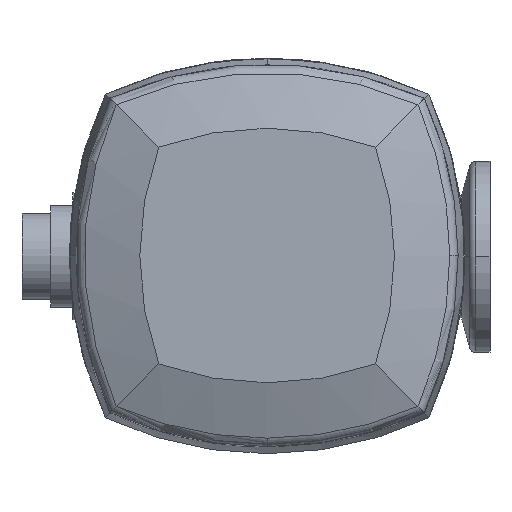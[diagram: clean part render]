
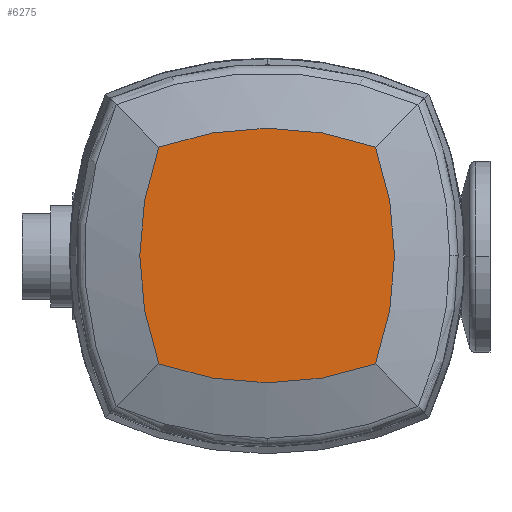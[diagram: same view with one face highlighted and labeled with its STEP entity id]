
A CAD part, top view. The second image highlights one B-rep face of the part: STEP entity #6275.
In plain terms, the highlighted planar face has unit normal (0, 0, 1).
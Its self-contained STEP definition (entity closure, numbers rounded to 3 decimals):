
#62 = CIRCLE ( 'NONE', #1689, 50. ) ;
#80 = VERTEX_POINT ( 'NONE', #2837 ) ;
#181 = AXIS2_PLACEMENT_3D ( 'NONE', #4084, #385, #4702 ) ;
#191 = DIRECTION ( 'NONE',  ( 1., 0., 0. ) ) ;
#208 = CARTESIAN_POINT ( 'NONE',  ( -17.016, -17.016, 122. ) ) ;
#385 = DIRECTION ( 'NONE',  ( 0., 0., -1. ) ) ;
#412 = CARTESIAN_POINT ( 'NONE',  ( -30., 0., 122. ) ) ;
#626 = ORIENTED_EDGE ( 'NONE', *, *, #709, .T. ) ;
#673 = ORIENTED_EDGE ( 'NONE', *, *, #4717, .F. ) ;
#705 = EDGE_CURVE ( 'NONE', #6193, #7139, #3161, .T. ) ;
#709 = EDGE_CURVE ( 'NONE', #7394, #7139, #62, .T. ) ;
#758 = ORIENTED_EDGE ( 'NONE', *, *, #2545, .F. ) ;
#850 = AXIS2_PLACEMENT_3D ( 'NONE', #412, #4731, #1022 ) ;
#1022 = DIRECTION ( 'NONE',  ( -1., 0., 0. ) ) ;
#1670 = CIRCLE ( 'NONE', #6595, 50. ) ;
#1689 = AXIS2_PLACEMENT_3D ( 'NONE', #3515, #7837, #4136 ) ;
#2545 = EDGE_CURVE ( 'NONE', #7394, #80, #6230, .T. ) ;
#2837 = CARTESIAN_POINT ( 'NONE',  ( -17.016, 17.016, 122. ) ) ;
#3052 = DIRECTION ( 'NONE',  ( 0., 0., -1. ) ) ;
#3161 = CIRCLE ( 'NONE', #850, 50. ) ;
#3472 = CARTESIAN_POINT ( 'NONE',  ( 17.016, -17.016, 122. ) ) ;
#3515 = CARTESIAN_POINT ( 'NONE',  ( 0., 30., 122. ) ) ;
#3898 = DIRECTION ( 'NONE',  ( 0., 0., 1. ) ) ;
#4084 = CARTESIAN_POINT ( 'NONE',  ( 30., 0., 122. ) ) ;
#4136 = DIRECTION ( 'NONE',  ( -1., 0., 0. ) ) ;
#4682 = AXIS2_PLACEMENT_3D ( 'NONE', #7573, #3898, #191 ) ;
#4702 = DIRECTION ( 'NONE',  ( 0., 1., 0. ) ) ;
#4717 = EDGE_CURVE ( 'NONE', #80, #6193, #1670, .T. ) ;
#4731 = DIRECTION ( 'NONE',  ( 0., 0., -1. ) ) ;
#5424 = ORIENTED_EDGE ( 'NONE', *, *, #705, .F. ) ;
#5899 = EDGE_LOOP ( 'NONE', ( #758, #626, #5424, #673 ) ) ;
#6193 = VERTEX_POINT ( 'NONE', #6881 ) ;
#6230 = CIRCLE ( 'NONE', #181, 50. ) ;
#6275 = ADVANCED_FACE ( 'NONE', ( #6309 ), #7601, .T. ) ;
#6309 = FACE_OUTER_BOUND ( 'NONE', #5899, .T. ) ;
#6595 = AXIS2_PLACEMENT_3D ( 'NONE', #6759, #3052, #7374 ) ;
#6759 = CARTESIAN_POINT ( 'NONE',  ( 0., -30., 122. ) ) ;
#6881 = CARTESIAN_POINT ( 'NONE',  ( 17.016, 17.016, 122. ) ) ;
#7139 = VERTEX_POINT ( 'NONE', #3472 ) ;
#7374 = DIRECTION ( 'NONE',  ( -1., 0., 0. ) ) ;
#7394 = VERTEX_POINT ( 'NONE', #208 ) ;
#7573 = CARTESIAN_POINT ( 'NONE',  ( 0., 0., 122. ) ) ;
#7601 = PLANE ( 'NONE',  #4682 ) ;
#7837 = DIRECTION ( 'NONE',  ( 0., 0., 1. ) ) ;
